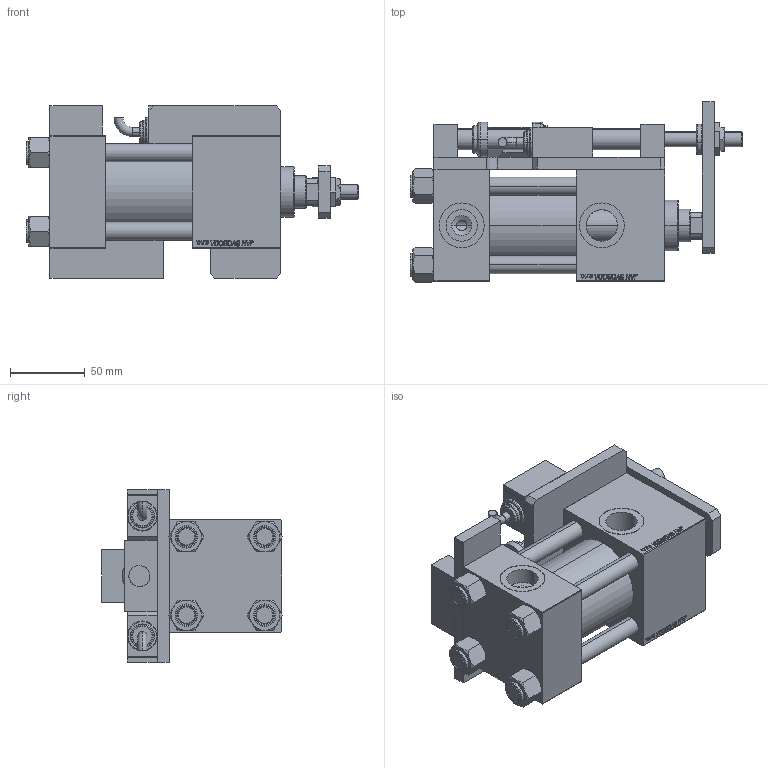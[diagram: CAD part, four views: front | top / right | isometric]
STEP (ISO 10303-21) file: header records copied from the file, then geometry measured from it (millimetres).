
FILE_DESCRIPTION (( 'STEP AP203' ), '1' );
FILE_NAME ('f1b3.STEP', '2023-04-28T07:24:55', ( '' ), ( '' ), 'SwSTEP 2.0', 'SolidWorks 2019', '' );
FILE_SCHEMA (( 'CONFIG_CONTROL_DESIGN' ));
Length unit declared in the file: millimetre
Products named in the file (16): V215CD_SWITCH_Q_NUT 123aad53ec6e060797ddd0be6511c19f; V215CD_SWITCH_Q_TYC 123aad53ec6e060797ddd0be6511c19f; V215CD_VC_C 123aad53ec6e060797ddd0be6511c19f; V215CD_VCP_C 123aad53ec6e060797ddd0be6511c19f; f1b3; V215CD_SWITCH_Q_MAGNET 123aad53ec6e060797ddd0be6511c19f; V215CD_SWITCH_Q_ZARAZKA 123aad53ec6e060797ddd0be6511c19f; V215CD_SWITCH_Q_DIMA 123aad53ec6e060797ddd0be6511c19f; V215CD_SWITCH_Q_PODLOZKA_BACK 123aad53ec6e060797ddd0be6511c19f; V215CD_SWITCH_Q_SWITCH 123aad53ec6e060797ddd0be6511c19f; V215CD_C_TYCINKA 123aad53ec6e060797ddd0be6511c19f; V215CD_Body_C 123aad53ec6e060797ddd0be6511c19f; V215CD_SWITCH_Q_PODLOZKA_FRONT 123aad53ec6e060797ddd0be6511c19f; NUT_M5_V215CD_C 123aad53ec6e060797ddd0be6511c19f; V215CD_SWITCH_Q_BLOK 123aad53ec6e060797ddd0be6511c19f; V215CD_SWITCH_Q_NUT10 123aad53ec6e060797ddd0be6511c19f
Assembly tree (24 placements, depth 2):
  f1b3
    V215CD_Body_C 123aad53ec6e060797ddd0be6511c19f
    V215CD_VC_C 123aad53ec6e060797ddd0be6511c19f
    V215CD_VCP_C 123aad53ec6e060797ddd0be6511c19f
    V215CD_C_TYCINKA 123aad53ec6e060797ddd0be6511c19f  x4
    NUT_M5_V215CD_C 123aad53ec6e060797ddd0be6511c19f  x4
    V215CD_SWITCH_Q_PODLOZKA_BACK 123aad53ec6e060797ddd0be6511c19f
    V215CD_SWITCH_Q_PODLOZKA_FRONT 123aad53ec6e060797ddd0be6511c19f
    V215CD_SWITCH_Q_DIMA 123aad53ec6e060797ddd0be6511c19f
    V215CD_SWITCH_Q_BLOK 123aad53ec6e060797ddd0be6511c19f  x2
    V215CD_SWITCH_Q_TYC 123aad53ec6e060797ddd0be6511c19f
    V215CD_SWITCH_Q_NUT 123aad53ec6e060797ddd0be6511c19f
    V215CD_SWITCH_Q_NUT10 123aad53ec6e060797ddd0be6511c19f
    V215CD_SWITCH_Q_ZARAZKA 123aad53ec6e060797ddd0be6511c19f
    V215CD_SWITCH_Q_SWITCH 123aad53ec6e060797ddd0be6511c19f  x2
    V215CD_SWITCH_Q_MAGNET 123aad53ec6e060797ddd0be6511c19f  x2
Bounding box: 221.5 x 120.27 x 115 mm (x, y, z)
Volume: 915014.2 mm3; surface area: 230269 mm2
Topology: 24 solids, 24 shells, 1376 faces, 3390 edges, 2196 vertices
Faces by surface type: plane 647, bspline 392, cylinder 154, cone 147, torus 36
Entity records: 55885 total; most frequent: CARTESIAN_POINT 27966, ORIENTED_EDGE 5948, DIRECTION 4115, EDGE_CURVE 2974, VERTEX_POINT 1948, LINE 1797, VECTOR 1797, EDGE_LOOP 1340
